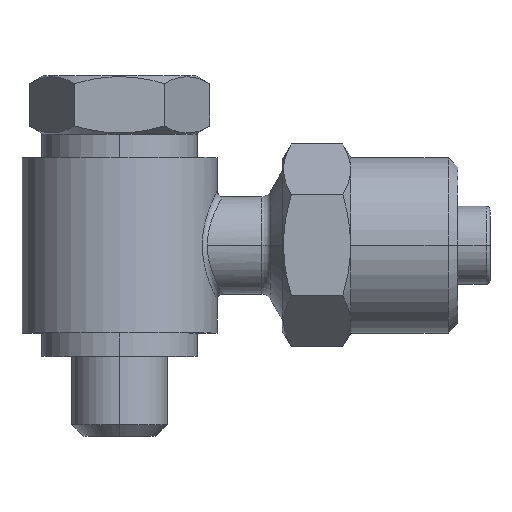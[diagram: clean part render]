
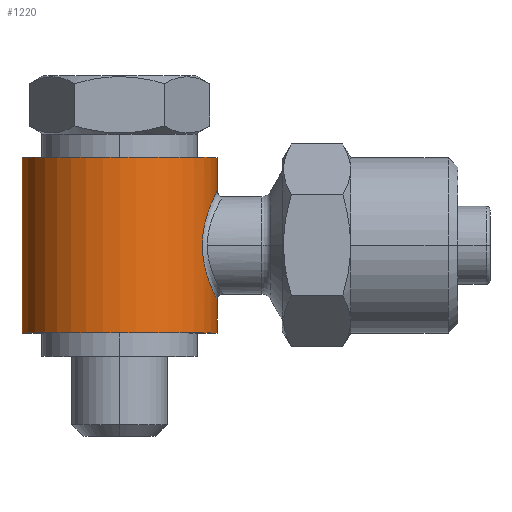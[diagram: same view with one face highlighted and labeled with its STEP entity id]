
A CAD part, top view. The second image highlights one B-rep face of the part: STEP entity #1220.
In plain terms, the highlighted cylindrical face has radius 5 mm (diameter 10 mm), a partial arc.
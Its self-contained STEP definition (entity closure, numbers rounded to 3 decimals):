
#87 = DIRECTION ( 'NONE',  ( 0., -1., 0. ) ) ;
#88 = CARTESIAN_POINT ( 'NONE',  ( 0., 5.3, 0. ) ) ;
#89 = DIRECTION ( 'NONE',  ( 0., 0., 1. ) ) ;
#116 = CARTESIAN_POINT ( 'NONE',  ( 5., 2.8, 0. ) ) ;
#118 = DIRECTION ( 'NONE',  ( 0., -1., 0. ) ) ;
#136 = CARTESIAN_POINT ( 'NONE',  ( -5., 2.8, 0. ) ) ;
#150 = DIRECTION ( 'NONE',  ( 0., -1., 0. ) ) ;
#225 = EDGE_CURVE ( 'NONE', #689, #680, #1146, .T. ) ;
#232 = EDGE_CURVE ( 'NONE', #590, #694, #2208, .T. ) ;
#238 = EDGE_CURVE ( 'NONE', #587, #597, #383, .T. ) ;
#258 = EDGE_CURVE ( 'NONE', #689, #690, #2210, .T. ) ;
#269 = EDGE_CURVE ( 'NONE', #680, #597, #2204, .T. ) ;
#278 = EDGE_CURVE ( 'NONE', #694, #690, #1195, .T. ) ;
#383 = B_SPLINE_CURVE_WITH_KNOTS ( 'NONE', 3,
 ( #2443, #2444, #2445, #2446, #2447, #2448 ),
 .UNSPECIFIED., .F., .F.,
 ( 4, 2, 4 ),
 ( 0.017, 0.017, 0.017 ),
 .UNSPECIFIED. ) ;
#587 = VERTEX_POINT ( 'NONE', #1805 ) ;
#590 = VERTEX_POINT ( 'NONE', #1808 ) ;
#597 = VERTEX_POINT ( 'NONE', #1815 ) ;
#680 = VERTEX_POINT ( 'NONE', #1877 ) ;
#689 = VERTEX_POINT ( 'NONE', #1886 ) ;
#690 = VERTEX_POINT ( 'NONE', #1887 ) ;
#694 = VERTEX_POINT ( 'NONE', #1891 ) ;
#730 = EDGE_CURVE ( 'NONE', #590, #587, #2451, .T. ) ;
#808 = AXIS2_PLACEMENT_3D ( 'NONE', #88, #87, #89 ) ;
#1146 = CIRCLE ( 'NONE', #1153, 5. ) ;
#1153 = AXIS2_PLACEMENT_3D ( 'NONE', #2392, #2393, #2394 ) ;
#1171 = VECTOR ( 'NONE', #2412, 1000. ) ;
#1179 = VECTOR ( 'NONE', #150, 1000. ) ;
#1180 = VECTOR ( 'NONE', #118, 1000. ) ;
#1195 = CIRCLE ( 'NONE', #808, 5. ) ;
#1220 = ADVANCED_FACE ( 'NONE', ( #1745 ), #1746, .T. ) ;
#1292 = AXIS2_PLACEMENT_3D ( 'NONE', #1686, #1687, #1688 ) ;
#1320 = ORIENTED_EDGE ( 'NONE', *, *, #238, .T. ) ;
#1328 = ORIENTED_EDGE ( 'NONE', *, *, #730, .T. ) ;
#1331 = ORIENTED_EDGE ( 'NONE', *, *, #269, .F. ) ;
#1342 = ORIENTED_EDGE ( 'NONE', *, *, #232, .F. ) ;
#1366 = EDGE_LOOP ( 'NONE', ( #1406, #1418, #1416, #1342, #1328, #1320, #1331 ) ) ;
#1406 = ORIENTED_EDGE ( 'NONE', *, *, #225, .F. ) ;
#1416 = ORIENTED_EDGE ( 'NONE', *, *, #278, .F. ) ;
#1418 = ORIENTED_EDGE ( 'NONE', *, *, #258, .T. ) ;
#1686 = CARTESIAN_POINT ( 'NONE',  ( 0., 2.8, 0. ) ) ;
#1687 = DIRECTION ( 'NONE',  ( 0., -1., 0. ) ) ;
#1688 = DIRECTION ( 'NONE',  ( 1., 0., 0. ) ) ;
#1745 = FACE_OUTER_BOUND ( 'NONE', #1366, .T. ) ;
#1746 = CYLINDRICAL_SURFACE ( 'NONE', #1292, 5. ) ;
#1805 = CARTESIAN_POINT ( 'NONE',  ( 4.992, 12.583, 0.288 ) ) ;
#1808 = CARTESIAN_POINT ( 'NONE',  ( 5., 7., 0. ) ) ;
#1815 = CARTESIAN_POINT ( 'NONE',  ( 5., 12.6, 0. ) ) ;
#1877 = CARTESIAN_POINT ( 'NONE',  ( 5., 14.3, 0. ) ) ;
#1886 = CARTESIAN_POINT ( 'NONE',  ( -5., 14.3, 0. ) ) ;
#1887 = CARTESIAN_POINT ( 'NONE',  ( -5., 5.3, 0. ) ) ;
#1891 = CARTESIAN_POINT ( 'NONE',  ( 5., 5.3, 0. ) ) ;
#1972 = CARTESIAN_POINT ( 'NONE',  ( 5., 7., 0. ) ) ;
#1973 = CARTESIAN_POINT ( 'NONE',  ( 5., 7., 0.177 ) ) ;
#1974 = CARTESIAN_POINT ( 'NONE',  ( 4.99, 7.019, 0.354 ) ) ;
#1975 = CARTESIAN_POINT ( 'NONE',  ( 4.954, 7.092, 0.695 ) ) ;
#1976 = CARTESIAN_POINT ( 'NONE',  ( 4.928, 7.146, 0.859 ) ) ;
#1977 = CARTESIAN_POINT ( 'NONE',  ( 4.83, 7.356, 1.334 ) ) ;
#1978 = CARTESIAN_POINT ( 'NONE',  ( 4.739, 7.556, 1.614 ) ) ;
#1979 = CARTESIAN_POINT ( 'NONE',  ( 4.598, 7.923, 1.967 ) ) ;
#1980 = CARTESIAN_POINT ( 'NONE',  ( 4.552, 8.055, 2.072 ) ) ;
#1981 = CARTESIAN_POINT ( 'NONE',  ( 4.462, 8.337, 2.258 ) ) ;
#1982 = CARTESIAN_POINT ( 'NONE',  ( 4.419, 8.49, 2.34 ) ) ;
#1983 = CARTESIAN_POINT ( 'NONE',  ( 4.346, 8.805, 2.474 ) ) ;
#1984 = CARTESIAN_POINT ( 'NONE',  ( 4.314, 8.968, 2.527 ) ) ;
#1985 = CARTESIAN_POINT ( 'NONE',  ( 4.268, 9.305, 2.605 ) ) ;
#1986 = CARTESIAN_POINT ( 'NONE',  ( 4.253, 9.481, 2.63 ) ) ;
#1987 = CARTESIAN_POINT ( 'NONE',  ( 4.242, 9.831, 2.647 ) ) ;
#1988 = CARTESIAN_POINT ( 'NONE',  ( 4.247, 10.005, 2.64 ) ) ;
#1989 = CARTESIAN_POINT ( 'NONE',  ( 4.274, 10.353, 2.595 ) ) ;
#1990 = CARTESIAN_POINT ( 'NONE',  ( 4.297, 10.525, 2.557 ) ) ;
#1991 = CARTESIAN_POINT ( 'NONE',  ( 4.358, 10.854, 2.453 ) ) ;
#1992 = CARTESIAN_POINT ( 'NONE',  ( 4.395, 11.015, 2.386 ) ) ;
#1993 = CARTESIAN_POINT ( 'NONE',  ( 4.478, 11.317, 2.226 ) ) ;
#1994 = CARTESIAN_POINT ( 'NONE',  ( 4.523, 11.459, 2.134 ) ) ;
#1995 = CARTESIAN_POINT ( 'NONE',  ( 4.616, 11.726, 1.925 ) ) ;
#1996 = CARTESIAN_POINT ( 'NONE',  ( 4.664, 11.85, 1.807 ) ) ;
#1997 = CARTESIAN_POINT ( 'NONE',  ( 4.755, 12.072, 1.552 ) ) ;
#1998 = CARTESIAN_POINT ( 'NONE',  ( 4.798, 12.171, 1.415 ) ) ;
#1999 = CARTESIAN_POINT ( 'NONE',  ( 4.876, 12.343, 1.118 ) ) ;
#2000 = CARTESIAN_POINT ( 'NONE',  ( 4.91, 12.415, 0.959 ) ) ;
#2001 = CARTESIAN_POINT ( 'NONE',  ( 4.963, 12.524, 0.633 ) ) ;
#2002 = CARTESIAN_POINT ( 'NONE',  ( 4.982, 12.563, 0.464 ) ) ;
#2003 = CARTESIAN_POINT ( 'NONE',  ( 4.992, 12.583, 0.288 ) ) ;
#2204 = LINE ( 'NONE', #116, #1180 ) ;
#2208 = LINE ( 'NONE', #2411, #1171 ) ;
#2210 = LINE ( 'NONE', #136, #1179 ) ;
#2392 = CARTESIAN_POINT ( 'NONE',  ( 0., 14.3, 0. ) ) ;
#2393 = DIRECTION ( 'NONE',  ( 0., 1., 0. ) ) ;
#2394 = DIRECTION ( 'NONE',  ( 0., 0., -1. ) ) ;
#2411 = CARTESIAN_POINT ( 'NONE',  ( 5., 2.8, 0. ) ) ;
#2412 = DIRECTION ( 'NONE',  ( 0., -1., 0. ) ) ;
#2443 = CARTESIAN_POINT ( 'NONE',  ( 4.992, 12.583, 0.288 ) ) ;
#2444 = CARTESIAN_POINT ( 'NONE',  ( 4.994, 12.589, 0.24 ) ) ;
#2445 = CARTESIAN_POINT ( 'NONE',  ( 4.997, 12.593, 0.192 ) ) ;
#2446 = CARTESIAN_POINT ( 'NONE',  ( 4.999, 12.599, 0.096 ) ) ;
#2447 = CARTESIAN_POINT ( 'NONE',  ( 5., 12.6, 0.048 ) ) ;
#2448 = CARTESIAN_POINT ( 'NONE',  ( 5., 12.6, 0. ) ) ;
#2451 = B_SPLINE_CURVE_WITH_KNOTS ( 'NONE', 3,
 ( #1972, #1973, #1974, #1975, #1976, #1977, #1978, #1979, #1980, #1981, #1982, #1983, #1984, #1985, #1986, #1987, #1988, #1989, #1990, #1991, #1992, #1993, #1994, #1995, #1996, #1997, #1998, #1999, #2000, #2001, #2002, #2003 ),
 .UNSPECIFIED., .F., .F.,
 ( 4, 2, 2, 2, 2, 2, 2, 2, 2, 2, 2, 2, 2, 2, 2, 4 ),
 ( 0.009, 0.009, 0.01, 0.011, 0.011, 0.012, 0.012, 0.013, 0.013, 0.014, 0.015, 0.015, 0.016, 0.016, 0.017, 0.017 ),
 .UNSPECIFIED. ) ;
